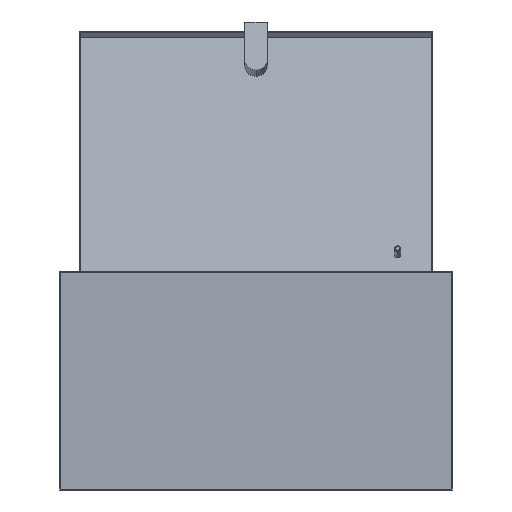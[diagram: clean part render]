
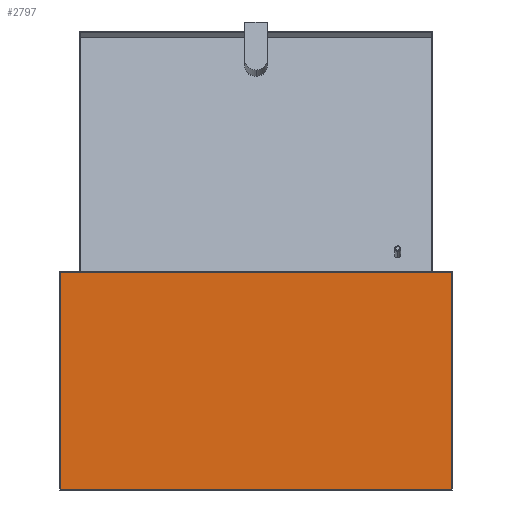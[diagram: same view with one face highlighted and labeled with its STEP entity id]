
A CAD part, left-side view. The second image highlights one B-rep face of the part: STEP entity #2797.
In plain terms, the highlighted planar face has unit normal (-1, 0, 0).
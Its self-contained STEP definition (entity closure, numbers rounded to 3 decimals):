
#118 = VECTOR ( 'NONE', #3170, 1000. ) ;
#264 = EDGE_CURVE ( 'NONE', #3822, #1863, #3055, .T. ) ;
#297 = EDGE_LOOP ( 'NONE', ( #4227, #2910, #2208, #1237 ) ) ;
#475 = LINE ( 'NONE', #4305, #118 ) ;
#876 = CARTESIAN_POINT ( 'NONE',  ( -155., 197.5, -220. ) ) ;
#887 = CARTESIAN_POINT ( 'NONE',  ( -155., -197.5, 0. ) ) ;
#1237 = ORIENTED_EDGE ( 'NONE', *, *, #1649, .T. ) ;
#1383 = LINE ( 'NONE', #2482, #2614 ) ;
#1570 = FACE_OUTER_BOUND ( 'NONE', #297, .T. ) ;
#1649 = EDGE_CURVE ( 'NONE', #3822, #3743, #1383, .T. ) ;
#1863 = VERTEX_POINT ( 'NONE', #3706 ) ;
#2146 = DIRECTION ( 'NONE',  ( 0., -1., 0. ) ) ;
#2208 = ORIENTED_EDGE ( 'NONE', *, *, #264, .F. ) ;
#2482 = CARTESIAN_POINT ( 'NONE',  ( -155., 197.5, -220. ) ) ;
#2558 = DIRECTION ( 'NONE',  ( 0., 0., 1. ) ) ;
#2599 = VECTOR ( 'NONE', #4635, 1000. ) ;
#2614 = VECTOR ( 'NONE', #2146, 1000. ) ;
#2654 = VECTOR ( 'NONE', #2558, 1000. ) ;
#2797 = ADVANCED_FACE ( 'NONE', ( #1570 ), #3887, .F. ) ;
#2910 = ORIENTED_EDGE ( 'NONE', *, *, #3896, .F. ) ;
#3055 = LINE ( 'NONE', #4416, #2654 ) ;
#3170 = DIRECTION ( 'NONE',  ( 0., -1., 0. ) ) ;
#3440 = DIRECTION ( 'NONE',  ( 1., 0., 0. ) ) ;
#3523 = LINE ( 'NONE', #4245, #2599 ) ;
#3706 = CARTESIAN_POINT ( 'NONE',  ( -155., 197.5, 0. ) ) ;
#3743 = VERTEX_POINT ( 'NONE', #3803 ) ;
#3803 = CARTESIAN_POINT ( 'NONE',  ( -155., -197.5, -220. ) ) ;
#3822 = VERTEX_POINT ( 'NONE', #4500 ) ;
#3887 = PLANE ( 'NONE',  #4234 ) ;
#3896 = EDGE_CURVE ( 'NONE', #1863, #4752, #475, .T. ) ;
#3950 = DIRECTION ( 'NONE',  ( 0., 0., -1. ) ) ;
#4227 = ORIENTED_EDGE ( 'NONE', *, *, #4681, .T. ) ;
#4234 = AXIS2_PLACEMENT_3D ( 'NONE', #876, #3440, #3950 ) ;
#4245 = CARTESIAN_POINT ( 'NONE',  ( -155., -197.5, -220. ) ) ;
#4305 = CARTESIAN_POINT ( 'NONE',  ( -155., 197.5, 0. ) ) ;
#4416 = CARTESIAN_POINT ( 'NONE',  ( -155., 197.5, -220. ) ) ;
#4500 = CARTESIAN_POINT ( 'NONE',  ( -155., 197.5, -220. ) ) ;
#4635 = DIRECTION ( 'NONE',  ( 0., 0., 1. ) ) ;
#4681 = EDGE_CURVE ( 'NONE', #3743, #4752, #3523, .T. ) ;
#4752 = VERTEX_POINT ( 'NONE', #887 ) ;
